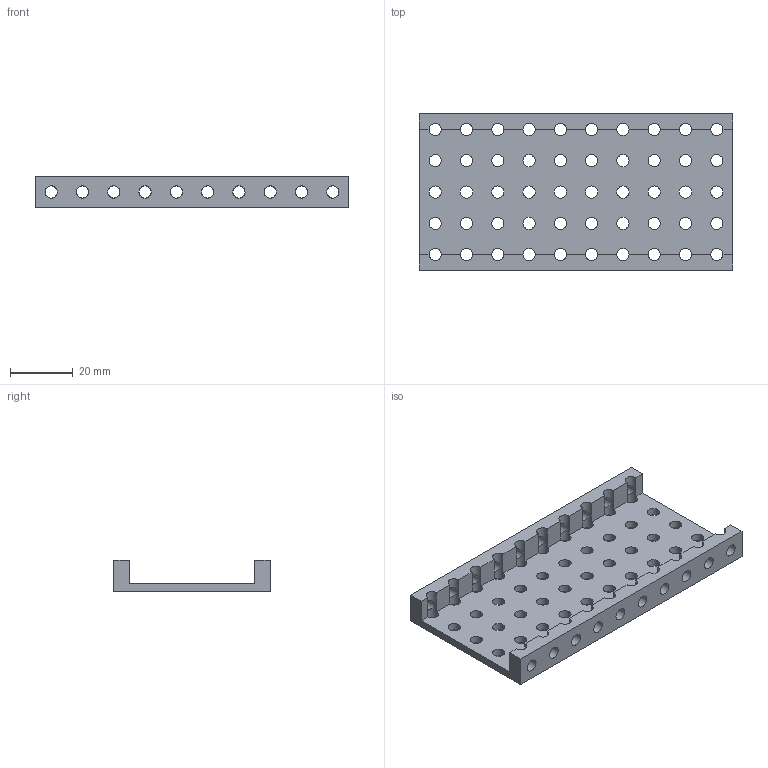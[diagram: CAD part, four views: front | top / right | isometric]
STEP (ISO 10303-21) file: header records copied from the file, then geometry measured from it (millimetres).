
FILE_DESCRIPTION(('Open CASCADE Model'),'2;1');
FILE_NAME('Open CASCADE Shape Model','2025-03-01T10:50:45',('Author'),( 'Open CASCADE'),'Open CASCADE STEP processor 7.8','Open CASCADE 7.8' ,'Unknown');
FILE_SCHEMA(('AUTOMOTIVE_DESIGN { 1 0 10303 214 1 1 1 1 }'));
Length unit declared in the file: millimetre
Products named in the file (1): Open CASCADE STEP translator 7.8 43
Bounding box: 100 x 50 x 10 mm (x, y, z)
Volume: 16811.7 mm3; surface area: 14948.8 mm2
Topology: 1 solids, 1 shells, 120 faces, 414 edges, 256 vertices
Faces by surface type: cylinder 90, plane 30
Full cylindrical faces by diameter (mm): 3.9 x70
Entity records: 11106 total; most frequent: CARTESIAN_POINT 3103, DIRECTION 1420, ORIENTED_EDGE 828, PCURVE 828, DEFINITIONAL_REPRESENTATION 828, LINE 658, VECTOR 658, EDGE_CURVE 414
